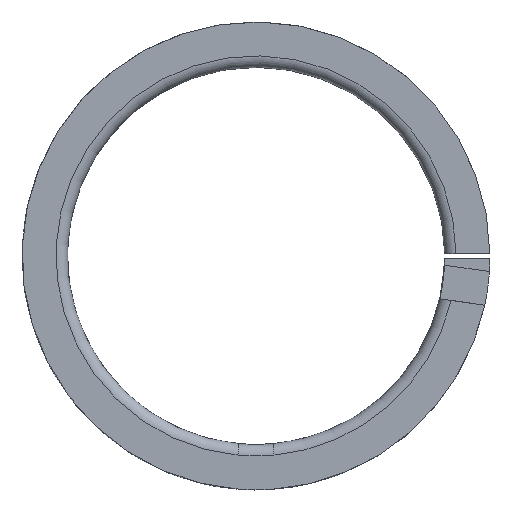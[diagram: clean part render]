
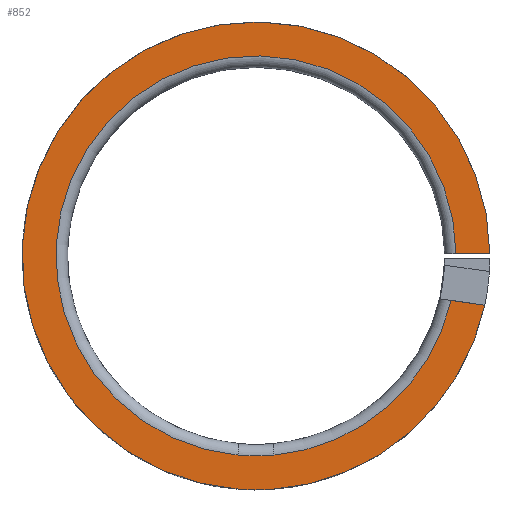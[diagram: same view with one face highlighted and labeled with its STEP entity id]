
A CAD part, top view. The second image highlights one B-rep face of the part: STEP entity #852.
In plain terms, the highlighted planar face has unit normal (0, 0, 1).
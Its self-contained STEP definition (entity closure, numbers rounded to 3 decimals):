
#32 = PLANE('',#33);
#33 = AXIS2_PLACEMENT_3D('',#34,#35,#36);
#34 = CARTESIAN_POINT('',(10.35,0.1,1.5));
#35 = DIRECTION('',(0.,1.,0.));
#36 = DIRECTION('',(-1.,0.,0.));
#57 = VERTEX_POINT('',#58);
#58 = CARTESIAN_POINT('',(8.849,0.1,1.5));
#102 = TOROIDAL_SURFACE('',#103,8.85,0.5);
#103 = AXIS2_PLACEMENT_3D('',#104,#105,#106);
#104 = CARTESIAN_POINT('',(0.,0.,1.));
#105 = DIRECTION('',(-0.,-0.,-1.));
#106 = DIRECTION('',(1.,0.012,0.));
#177 = EDGE_CURVE('',#178,#57,#180,.T.);
#178 = VERTEX_POINT('',#179);
#179 = CARTESIAN_POINT('',(10.35,0.1,1.5));
#180 = SURFACE_CURVE('',#181,(#185,#192),.PCURVE_S1.);
#181 = LINE('',#182,#183);
#182 = CARTESIAN_POINT('',(10.35,0.1,1.5));
#183 = VECTOR('',#184,1.);
#184 = DIRECTION('',(-1.,0.,0.));
#185 = PCURVE('',#32,#186);
#186 = DEFINITIONAL_REPRESENTATION('',(#187),#191);
#187 = LINE('',#188,#189);
#188 = CARTESIAN_POINT('',(0.,0.));
#189 = VECTOR('',#190,1.);
#190 = DIRECTION('',(1.,0.));
#191 = ( GEOMETRIC_REPRESENTATION_CONTEXT(2) 
PARAMETRIC_REPRESENTATION_CONTEXT() REPRESENTATION_CONTEXT('2D SPACE',''
  ) );
#192 = PCURVE('',#193,#198);
#193 = PLANE('',#194);
#194 = AXIS2_PLACEMENT_3D('',#195,#196,#197);
#195 = CARTESIAN_POINT('',(0.404,-0.46,1.5));
#196 = DIRECTION('',(0.,0.,1.));
#197 = DIRECTION('',(1.,0.,0.));
#198 = DEFINITIONAL_REPRESENTATION('',(#199),#203);
#199 = LINE('',#200,#201);
#200 = CARTESIAN_POINT('',(9.946,0.56));
#201 = VECTOR('',#202,1.);
#202 = DIRECTION('',(-1.,0.));
#203 = ( GEOMETRIC_REPRESENTATION_CONTEXT(2) 
PARAMETRIC_REPRESENTATION_CONTEXT() REPRESENTATION_CONTEXT('2D SPACE',''
  ) );
#221 = CYLINDRICAL_SURFACE('',#222,10.35);
#222 = AXIS2_PLACEMENT_3D('',#223,#224,#225);
#223 = CARTESIAN_POINT('',(0.,0.,-1.5));
#224 = DIRECTION('',(-0.,-0.,-1.));
#225 = DIRECTION('',(1.,0.,0.));
#425 = TOROIDAL_SURFACE('',#426,8.85,0.5);
#426 = AXIS2_PLACEMENT_3D('',#427,#428,#429);
#427 = CARTESIAN_POINT('',(0.,0.,1.));
#428 = DIRECTION('',(-0.,-0.,-1.));
#429 = DIRECTION('',(-0.09,-0.996,0.));
#454 = TOROIDAL_SURFACE('',#455,8.85,0.5);
#455 = AXIS2_PLACEMENT_3D('',#456,#457,#458);
#456 = CARTESIAN_POINT('',(0.,0.,1.));
#457 = DIRECTION('',(-0.,-0.,-1.));
#458 = DIRECTION('',(0.09,-0.996,0.));
#482 = PLANE('',#483);
#483 = AXIS2_PLACEMENT_3D('',#484,#485,#486);
#484 = CARTESIAN_POINT('',(7.174,-1.766,1.5));
#485 = DIRECTION('',(0.139,0.99,0.));
#486 = DIRECTION('',(0.99,-0.139,0.));
#758 = VERTEX_POINT('',#759);
#759 = CARTESIAN_POINT('',(-0.795,-8.814,1.5));
#781 = EDGE_CURVE('',#57,#758,#782,.T.);
#782 = SURFACE_CURVE('',#783,(#788,#795),.PCURVE_S1.);
#783 = CIRCLE('',#784,8.85);
#784 = AXIS2_PLACEMENT_3D('',#785,#786,#787);
#785 = CARTESIAN_POINT('',(0.,0.,1.5));
#786 = DIRECTION('',(0.,-0.,1.));
#787 = DIRECTION('',(1.,0.012,0.));
#788 = PCURVE('',#102,#789);
#789 = DEFINITIONAL_REPRESENTATION('',(#790),#794);
#790 = LINE('',#791,#792);
#791 = CARTESIAN_POINT('',(-0.,4.712));
#792 = VECTOR('',#793,1.);
#793 = DIRECTION('',(-1.,0.));
#794 = ( GEOMETRIC_REPRESENTATION_CONTEXT(2) 
PARAMETRIC_REPRESENTATION_CONTEXT() REPRESENTATION_CONTEXT('2D SPACE',''
  ) );
#795 = PCURVE('',#193,#796);
#796 = DEFINITIONAL_REPRESENTATION('',(#797),#801);
#797 = CIRCLE('',#798,8.85);
#798 = AXIS2_PLACEMENT_2D('',#799,#800);
#799 = CARTESIAN_POINT('',(-0.404,0.46));
#800 = DIRECTION('',(1.,0.012));
#801 = ( GEOMETRIC_REPRESENTATION_CONTEXT(2) 
PARAMETRIC_REPRESENTATION_CONTEXT() REPRESENTATION_CONTEXT('2D SPACE',''
  ) );
#852 = ADVANCED_FACE('',(#853),#193,.T.);
#853 = FACE_BOUND('',#854,.T.);
#854 = EDGE_LOOP('',(#855,#856,#880,#904,#928,#952,#975,#999,#1021));
#855 = ORIENTED_EDGE('',*,*,#177,.F.);
#856 = ORIENTED_EDGE('',*,*,#857,.T.);
#857 = EDGE_CURVE('',#178,#858,#860,.T.);
#858 = VERTEX_POINT('',#859);
#859 = CARTESIAN_POINT('',(-0.75,-10.323,1.5));
#860 = SURFACE_CURVE('',#861,(#866,#873),.PCURVE_S1.);
#861 = CIRCLE('',#862,10.35);
#862 = AXIS2_PLACEMENT_3D('',#863,#864,#865);
#863 = CARTESIAN_POINT('',(0.,0.,1.5));
#864 = DIRECTION('',(0.,0.,1.));
#865 = DIRECTION('',(1.,0.,0.));
#866 = PCURVE('',#193,#867);
#867 = DEFINITIONAL_REPRESENTATION('',(#868),#872);
#868 = CIRCLE('',#869,10.35);
#869 = AXIS2_PLACEMENT_2D('',#870,#871);
#870 = CARTESIAN_POINT('',(-0.404,0.46));
#871 = DIRECTION('',(1.,0.));
#872 = ( GEOMETRIC_REPRESENTATION_CONTEXT(2) 
PARAMETRIC_REPRESENTATION_CONTEXT() REPRESENTATION_CONTEXT('2D SPACE',''
  ) );
#873 = PCURVE('',#221,#874);
#874 = DEFINITIONAL_REPRESENTATION('',(#875),#879);
#875 = LINE('',#876,#877);
#876 = CARTESIAN_POINT('',(-0.,-3.));
#877 = VECTOR('',#878,1.);
#878 = DIRECTION('',(-1.,0.));
#879 = ( GEOMETRIC_REPRESENTATION_CONTEXT(2) 
PARAMETRIC_REPRESENTATION_CONTEXT() REPRESENTATION_CONTEXT('2D SPACE',''
  ) );
#880 = ORIENTED_EDGE('',*,*,#881,.T.);
#881 = EDGE_CURVE('',#858,#882,#884,.T.);
#882 = VERTEX_POINT('',#883);
#883 = CARTESIAN_POINT('',(0.,-10.35,1.5));
#884 = SURFACE_CURVE('',#885,(#890,#897),.PCURVE_S1.);
#885 = CIRCLE('',#886,10.35);
#886 = AXIS2_PLACEMENT_3D('',#887,#888,#889);
#887 = CARTESIAN_POINT('',(0.,0.,1.5));
#888 = DIRECTION('',(0.,0.,1.));
#889 = DIRECTION('',(1.,0.,0.));
#890 = PCURVE('',#193,#891);
#891 = DEFINITIONAL_REPRESENTATION('',(#892),#896);
#892 = CIRCLE('',#893,10.35);
#893 = AXIS2_PLACEMENT_2D('',#894,#895);
#894 = CARTESIAN_POINT('',(-0.404,0.46));
#895 = DIRECTION('',(1.,0.));
#896 = ( GEOMETRIC_REPRESENTATION_CONTEXT(2) 
PARAMETRIC_REPRESENTATION_CONTEXT() REPRESENTATION_CONTEXT('2D SPACE',''
  ) );
#897 = PCURVE('',#221,#898);
#898 = DEFINITIONAL_REPRESENTATION('',(#899),#903);
#899 = LINE('',#900,#901);
#900 = CARTESIAN_POINT('',(-0.,-3.));
#901 = VECTOR('',#902,1.);
#902 = DIRECTION('',(-1.,0.));
#903 = ( GEOMETRIC_REPRESENTATION_CONTEXT(2) 
PARAMETRIC_REPRESENTATION_CONTEXT() REPRESENTATION_CONTEXT('2D SPACE',''
  ) );
#904 = ORIENTED_EDGE('',*,*,#905,.T.);
#905 = EDGE_CURVE('',#882,#906,#908,.T.);
#906 = VERTEX_POINT('',#907);
#907 = CARTESIAN_POINT('',(0.75,-10.323,1.5));
#908 = SURFACE_CURVE('',#909,(#914,#921),.PCURVE_S1.);
#909 = CIRCLE('',#910,10.35);
#910 = AXIS2_PLACEMENT_3D('',#911,#912,#913);
#911 = CARTESIAN_POINT('',(0.,0.,1.5));
#912 = DIRECTION('',(0.,0.,1.));
#913 = DIRECTION('',(1.,0.,0.));
#914 = PCURVE('',#193,#915);
#915 = DEFINITIONAL_REPRESENTATION('',(#916),#920);
#916 = CIRCLE('',#917,10.35);
#917 = AXIS2_PLACEMENT_2D('',#918,#919);
#918 = CARTESIAN_POINT('',(-0.404,0.46));
#919 = DIRECTION('',(1.,0.));
#920 = ( GEOMETRIC_REPRESENTATION_CONTEXT(2) 
PARAMETRIC_REPRESENTATION_CONTEXT() REPRESENTATION_CONTEXT('2D SPACE',''
  ) );
#921 = PCURVE('',#221,#922);
#922 = DEFINITIONAL_REPRESENTATION('',(#923),#927);
#923 = LINE('',#924,#925);
#924 = CARTESIAN_POINT('',(-0.,-3.));
#925 = VECTOR('',#926,1.);
#926 = DIRECTION('',(-1.,0.));
#927 = ( GEOMETRIC_REPRESENTATION_CONTEXT(2) 
PARAMETRIC_REPRESENTATION_CONTEXT() REPRESENTATION_CONTEXT('2D SPACE',''
  ) );
#928 = ORIENTED_EDGE('',*,*,#929,.T.);
#929 = EDGE_CURVE('',#906,#930,#932,.T.);
#930 = VERTEX_POINT('',#931);
#931 = CARTESIAN_POINT('',(10.118,-2.179,1.5));
#932 = SURFACE_CURVE('',#933,(#938,#945),.PCURVE_S1.);
#933 = CIRCLE('',#934,10.35);
#934 = AXIS2_PLACEMENT_3D('',#935,#936,#937);
#935 = CARTESIAN_POINT('',(0.,0.,1.5));
#936 = DIRECTION('',(0.,0.,1.));
#937 = DIRECTION('',(1.,0.,0.));
#938 = PCURVE('',#193,#939);
#939 = DEFINITIONAL_REPRESENTATION('',(#940),#944);
#940 = CIRCLE('',#941,10.35);
#941 = AXIS2_PLACEMENT_2D('',#942,#943);
#942 = CARTESIAN_POINT('',(-0.404,0.46));
#943 = DIRECTION('',(1.,0.));
#944 = ( GEOMETRIC_REPRESENTATION_CONTEXT(2) 
PARAMETRIC_REPRESENTATION_CONTEXT() REPRESENTATION_CONTEXT('2D SPACE',''
  ) );
#945 = PCURVE('',#221,#946);
#946 = DEFINITIONAL_REPRESENTATION('',(#947),#951);
#947 = LINE('',#948,#949);
#948 = CARTESIAN_POINT('',(-0.,-3.));
#949 = VECTOR('',#950,1.);
#950 = DIRECTION('',(-1.,0.));
#951 = ( GEOMETRIC_REPRESENTATION_CONTEXT(2) 
PARAMETRIC_REPRESENTATION_CONTEXT() REPRESENTATION_CONTEXT('2D SPACE',''
  ) );
#952 = ORIENTED_EDGE('',*,*,#953,.F.);
#953 = EDGE_CURVE('',#954,#930,#956,.T.);
#954 = VERTEX_POINT('',#955);
#955 = CARTESIAN_POINT('',(8.628,-1.97,1.5));
#956 = SURFACE_CURVE('',#957,(#961,#968),.PCURVE_S1.);
#957 = LINE('',#958,#959);
#958 = CARTESIAN_POINT('',(7.174,-1.766,1.5));
#959 = VECTOR('',#960,1.);
#960 = DIRECTION('',(0.99,-0.139,0.));
#961 = PCURVE('',#193,#962);
#962 = DEFINITIONAL_REPRESENTATION('',(#963),#967);
#963 = LINE('',#964,#965);
#964 = CARTESIAN_POINT('',(6.77,-1.306));
#965 = VECTOR('',#966,1.);
#966 = DIRECTION('',(0.99,-0.139));
#967 = ( GEOMETRIC_REPRESENTATION_CONTEXT(2) 
PARAMETRIC_REPRESENTATION_CONTEXT() REPRESENTATION_CONTEXT('2D SPACE',''
  ) );
#968 = PCURVE('',#482,#969);
#969 = DEFINITIONAL_REPRESENTATION('',(#970),#974);
#970 = LINE('',#971,#972);
#971 = CARTESIAN_POINT('',(0.,0.));
#972 = VECTOR('',#973,1.);
#973 = DIRECTION('',(1.,0.));
#974 = ( GEOMETRIC_REPRESENTATION_CONTEXT(2) 
PARAMETRIC_REPRESENTATION_CONTEXT() REPRESENTATION_CONTEXT('2D SPACE',''
  ) );
#975 = ORIENTED_EDGE('',*,*,#976,.F.);
#976 = EDGE_CURVE('',#977,#954,#979,.T.);
#977 = VERTEX_POINT('',#978);
#978 = CARTESIAN_POINT('',(0.795,-8.814,1.5));
#979 = SURFACE_CURVE('',#980,(#985,#992),.PCURVE_S1.);
#980 = CIRCLE('',#981,8.85);
#981 = AXIS2_PLACEMENT_3D('',#982,#983,#984);
#982 = CARTESIAN_POINT('',(0.,0.,1.5));
#983 = DIRECTION('',(-0.,0.,1.));
#984 = DIRECTION('',(0.09,-0.996,0.));
#985 = PCURVE('',#193,#986);
#986 = DEFINITIONAL_REPRESENTATION('',(#987),#991);
#987 = CIRCLE('',#988,8.85);
#988 = AXIS2_PLACEMENT_2D('',#989,#990);
#989 = CARTESIAN_POINT('',(-0.404,0.46));
#990 = DIRECTION('',(0.09,-0.996));
#991 = ( GEOMETRIC_REPRESENTATION_CONTEXT(2) 
PARAMETRIC_REPRESENTATION_CONTEXT() REPRESENTATION_CONTEXT('2D SPACE',''
  ) );
#992 = PCURVE('',#454,#993);
#993 = DEFINITIONAL_REPRESENTATION('',(#994),#998);
#994 = LINE('',#995,#996);
#995 = CARTESIAN_POINT('',(-0.,4.712));
#996 = VECTOR('',#997,1.);
#997 = DIRECTION('',(-1.,0.));
#998 = ( GEOMETRIC_REPRESENTATION_CONTEXT(2) 
PARAMETRIC_REPRESENTATION_CONTEXT() REPRESENTATION_CONTEXT('2D SPACE',''
  ) );
#999 = ORIENTED_EDGE('',*,*,#1000,.F.);
#1000 = EDGE_CURVE('',#758,#977,#1001,.T.);
#1001 = SURFACE_CURVE('',#1002,(#1007,#1014),.PCURVE_S1.);
#1002 = CIRCLE('',#1003,8.85);
#1003 = AXIS2_PLACEMENT_3D('',#1004,#1005,#1006);
#1004 = CARTESIAN_POINT('',(0.,0.,1.5));
#1005 = DIRECTION('',(0.,0.,1.));
#1006 = DIRECTION('',(-0.09,-0.996,0.));
#1007 = PCURVE('',#193,#1008);
#1008 = DEFINITIONAL_REPRESENTATION('',(#1009),#1013);
#1009 = CIRCLE('',#1010,8.85);
#1010 = AXIS2_PLACEMENT_2D('',#1011,#1012);
#1011 = CARTESIAN_POINT('',(-0.404,0.46));
#1012 = DIRECTION('',(-0.09,-0.996));
#1013 = ( GEOMETRIC_REPRESENTATION_CONTEXT(2) 
PARAMETRIC_REPRESENTATION_CONTEXT() REPRESENTATION_CONTEXT('2D SPACE',''
  ) );
#1014 = PCURVE('',#425,#1015);
#1015 = DEFINITIONAL_REPRESENTATION('',(#1016),#1020);
#1016 = LINE('',#1017,#1018);
#1017 = CARTESIAN_POINT('',(-0.,4.712));
#1018 = VECTOR('',#1019,1.);
#1019 = DIRECTION('',(-1.,0.));
#1020 = ( GEOMETRIC_REPRESENTATION_CONTEXT(2) 
PARAMETRIC_REPRESENTATION_CONTEXT() REPRESENTATION_CONTEXT('2D SPACE',''
  ) );
#1021 = ORIENTED_EDGE('',*,*,#781,.F.);
